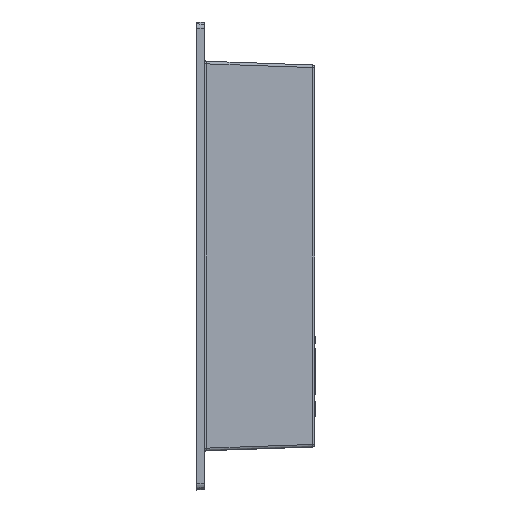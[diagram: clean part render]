
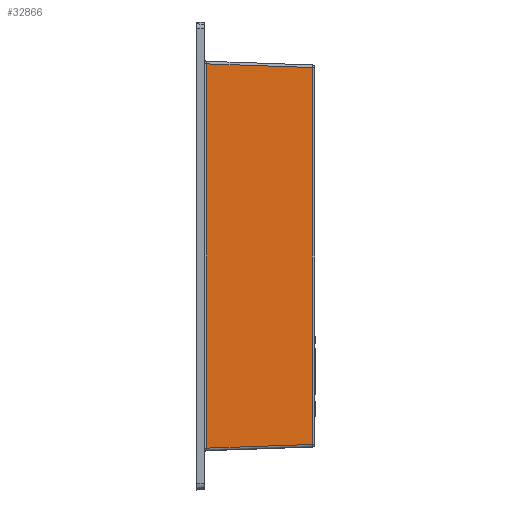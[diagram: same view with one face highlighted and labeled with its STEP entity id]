
A CAD part, left-side view. The second image highlights one B-rep face of the part: STEP entity #32866.
In plain terms, the highlighted planar face has unit normal (-0.999, -0.035, 0).
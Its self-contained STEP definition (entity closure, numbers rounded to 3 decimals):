
#394 = VERTEX_POINT ( 'NONE', #33726 ) ;
#2933 = DIRECTION ( 'NONE',  ( 0.999, 0.035, 0. ) ) ;
#6697 = CARTESIAN_POINT ( 'NONE',  ( -351.794, 83.07, -147.795 ) ) ;
#7603 = DIRECTION ( 'NONE',  ( 0., 0., 1. ) ) ;
#7881 = LINE ( 'NONE', #23177, #9043 ) ;
#8185 = VERTEX_POINT ( 'NONE', #6697 ) ;
#9043 = VECTOR ( 'NONE', #22686, 1000. ) ;
#9964 = ORIENTED_EDGE ( 'NONE', *, *, #29735, .T. ) ;
#10147 = DIRECTION ( 'NONE',  ( -0.035, 0.999, 0.035 ) ) ;
#13560 = ORIENTED_EDGE ( 'NONE', *, *, #24814, .T. ) ;
#17375 = DIRECTION ( 'NONE',  ( 0., 0., -1. ) ) ;
#17733 = ORIENTED_EDGE ( 'NONE', *, *, #33722, .T. ) ;
#18764 = LINE ( 'NONE', #33340, #30965 ) ;
#19258 = EDGE_CURVE ( 'NONE', #30466, #8185, #20541, .T. ) ;
#19523 = VECTOR ( 'NONE', #17375, 1000. ) ;
#20541 = LINE ( 'NONE', #35366, #19523 ) ;
#20964 = CARTESIAN_POINT ( 'NONE',  ( -351.794, 83.07, 147.795 ) ) ;
#22686 = DIRECTION ( 'NONE',  ( 0.035, -0.999, 0.035 ) ) ;
#23177 = CARTESIAN_POINT ( 'NONE',  ( -351.816, 83.705, -147.818 ) ) ;
#23801 = EDGE_LOOP ( 'NONE', ( #17733, #13560, #9964, #29839 ) ) ;
#24814 = EDGE_CURVE ( 'NONE', #394, #28349, #18764, .T. ) ;
#25011 = FACE_OUTER_BOUND ( 'NONE', #23801, .T. ) ;
#27922 = AXIS2_PLACEMENT_3D ( 'NONE', #39579, #2933, #32535 ) ;
#28349 = VERTEX_POINT ( 'NONE', #37706 ) ;
#29735 = EDGE_CURVE ( 'NONE', #28349, #30466, #43907, .T. ) ;
#29839 = ORIENTED_EDGE ( 'NONE', *, *, #19258, .T. ) ;
#30466 = VERTEX_POINT ( 'NONE', #20964 ) ;
#30965 = VECTOR ( 'NONE', #7603, 1000. ) ;
#31830 = PLANE ( 'NONE',  #27922 ) ;
#32535 = DIRECTION ( 'NONE',  ( -0.035, 0.999, 0. ) ) ;
#32866 = ADVANCED_FACE ( 'NONE', ( #25011 ), #31830, .F. ) ;
#33340 = CARTESIAN_POINT ( 'NONE',  ( -348.961, 1.93, 0. ) ) ;
#33722 = EDGE_CURVE ( 'NONE', #8185, #394, #7881, .T. ) ;
#33726 = CARTESIAN_POINT ( 'NONE',  ( -348.961, 1.93, -144.962 ) ) ;
#35366 = CARTESIAN_POINT ( 'NONE',  ( -351.794, 83.07, 0. ) ) ;
#37706 = CARTESIAN_POINT ( 'NONE',  ( -348.961, 1.93, 144.962 ) ) ;
#39579 = CARTESIAN_POINT ( 'NONE',  ( -351.996, 88.86, 0. ) ) ;
#40481 = CARTESIAN_POINT ( 'NONE',  ( -351.816, 83.705, 147.818 ) ) ;
#42849 = VECTOR ( 'NONE', #10147, 1000. ) ;
#43907 = LINE ( 'NONE', #40481, #42849 ) ;
